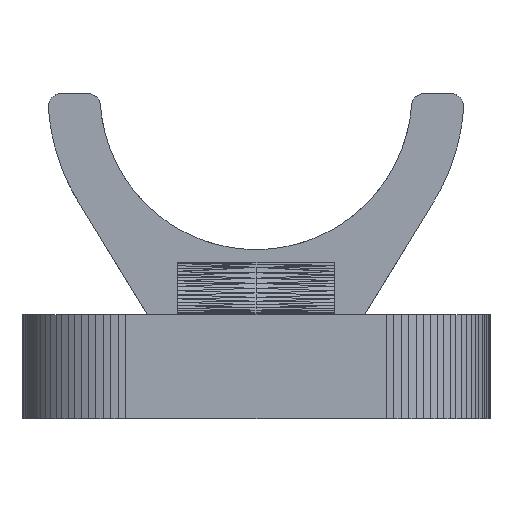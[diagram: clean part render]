
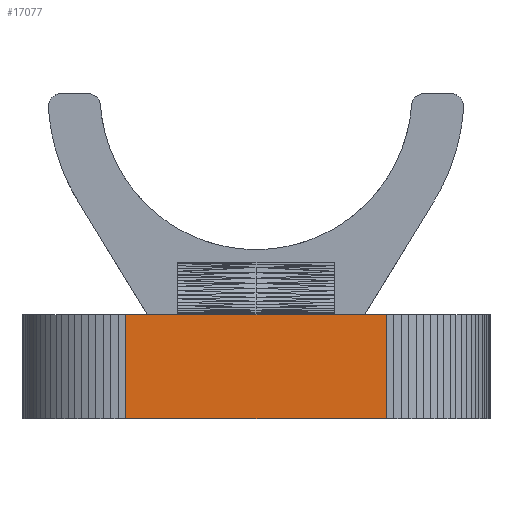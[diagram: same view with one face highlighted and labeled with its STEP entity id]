
A CAD part, front view. The second image highlights one B-rep face of the part: STEP entity #17077.
In plain terms, the highlighted planar face has unit normal (0, -1, 0).
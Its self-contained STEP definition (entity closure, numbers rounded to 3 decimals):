
#879=FACE_OUTER_BOUND('',#2011,.T.);
#2011=EDGE_LOOP('',(#13660,#13661,#13662,#13663));
#4150=LINE('',#26793,#6472);
#4151=LINE('',#26795,#6473);
#4152=LINE('',#26797,#6474);
#4153=LINE('',#26798,#6475);
#6472=VECTOR('',#22070,10.);
#6473=VECTOR('',#22071,4.);
#6474=VECTOR('',#22072,10.);
#6475=VECTOR('',#22073,4.);
#7926=VERTEX_POINT('',#26791);
#7927=VERTEX_POINT('',#26792);
#7928=VERTEX_POINT('',#26794);
#7929=VERTEX_POINT('',#26796);
#9982=EDGE_CURVE('',#7926,#7927,#4150,.T.);
#9983=EDGE_CURVE('',#7927,#7928,#4151,.T.);
#9984=EDGE_CURVE('',#7929,#7928,#4152,.T.);
#9985=EDGE_CURVE('',#7926,#7929,#4153,.T.);
#13660=ORIENTED_EDGE('',*,*,#9982,.T.);
#13661=ORIENTED_EDGE('',*,*,#9983,.T.);
#13662=ORIENTED_EDGE('',*,*,#9984,.F.);
#13663=ORIENTED_EDGE('',*,*,#9985,.F.);
#15945=PLANE('',#18211);
#17077=ADVANCED_FACE('',(#879),#15945,.T.);
#18211=AXIS2_PLACEMENT_3D('',#26790,#22068,#22069);
#22068=DIRECTION('center_axis',(0.,-1.,0.));
#22069=DIRECTION('ref_axis',(0.,0.,-1.));
#22070=DIRECTION('',(1.,0.,0.));
#22071=DIRECTION('',(0.,0.,1.));
#22072=DIRECTION('',(1.,0.,0.));
#22073=DIRECTION('',(0.,0.,1.));
#26790=CARTESIAN_POINT('Origin',(14.403,0.553,4.));
#26791=CARTESIAN_POINT('',(4.403,0.553,0.));
#26792=CARTESIAN_POINT('',(14.403,0.553,0.));
#26793=CARTESIAN_POINT('',(4.403,0.553,0.));
#26794=CARTESIAN_POINT('',(14.403,0.553,4.));
#26795=CARTESIAN_POINT('',(14.403,0.553,0.));
#26796=CARTESIAN_POINT('',(4.403,0.553,4.));
#26797=CARTESIAN_POINT('',(4.403,0.553,4.));
#26798=CARTESIAN_POINT('',(4.403,0.553,0.));
